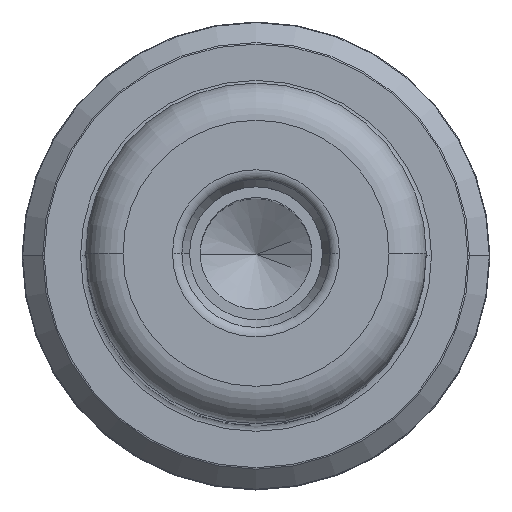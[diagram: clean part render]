
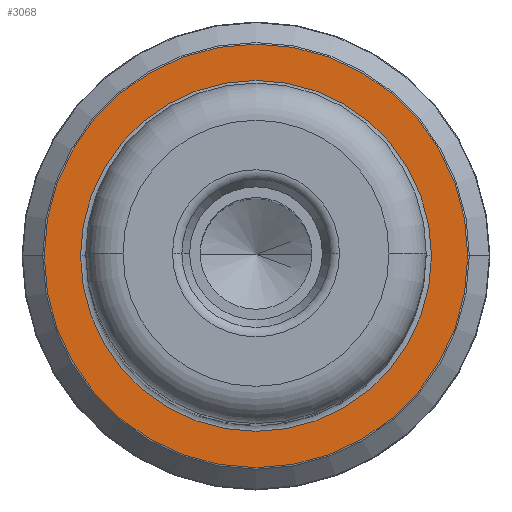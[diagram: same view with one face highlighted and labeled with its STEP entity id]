
A CAD part, top view. The second image highlights one B-rep face of the part: STEP entity #3068.
In plain terms, the highlighted planar face has unit normal (0, 0, 1).
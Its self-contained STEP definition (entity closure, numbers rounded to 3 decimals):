
#13 = DIRECTION ( 'NONE',  ( -1., 0., 0. ) ) ;
#376 = DIRECTION ( 'NONE',  ( 0., 0., 1. ) ) ;
#437 = AXIS2_PLACEMENT_3D ( 'NONE', #1239, #2433, #13 ) ;
#511 = CIRCLE ( 'NONE', #1645, 19.917 ) ;
#545 = DIRECTION ( 'NONE',  ( 0., 0., -1. ) ) ;
#555 = VERTEX_POINT ( 'NONE', #3877 ) ;
#690 = CARTESIAN_POINT ( 'NONE',  ( -16.5, 0., 33. ) ) ;
#819 = DIRECTION ( 'NONE',  ( -1., 0., 0. ) ) ;
#854 = DIRECTION ( 'NONE',  ( 1., 0., 0. ) ) ;
#867 = EDGE_LOOP ( 'NONE', ( #2436, #1860 ) ) ;
#885 = PLANE ( 'NONE',  #1821 ) ;
#907 = DIRECTION ( 'NONE',  ( 1., 0., 0. ) ) ;
#921 = DIRECTION ( 'NONE',  ( 0., 0., 1. ) ) ;
#1059 = CIRCLE ( 'NONE', #1549, 19.917 ) ;
#1162 = EDGE_CURVE ( 'NONE', #1184, #2368, #1059, .T. ) ;
#1184 = VERTEX_POINT ( 'NONE', #1186 ) ;
#1186 = CARTESIAN_POINT ( 'NONE',  ( -19.917, 0., 33. ) ) ;
#1239 = CARTESIAN_POINT ( 'NONE',  ( 0., 0., 33. ) ) ;
#1470 = ORIENTED_EDGE ( 'NONE', *, *, #1162, .T. ) ;
#1549 = AXIS2_PLACEMENT_3D ( 'NONE', #3287, #3005, #854 ) ;
#1581 = DIRECTION ( 'NONE',  ( 1., 0., 0. ) ) ;
#1645 = AXIS2_PLACEMENT_3D ( 'NONE', #3107, #376, #1581 ) ;
#1821 = AXIS2_PLACEMENT_3D ( 'NONE', #1832, #921, #907 ) ;
#1832 = CARTESIAN_POINT ( 'NONE',  ( 0., 0., 33. ) ) ;
#1860 = ORIENTED_EDGE ( 'NONE', *, *, #2643, .T. ) ;
#1926 = CARTESIAN_POINT ( 'NONE',  ( 19.917, 0., 33. ) ) ;
#2105 = EDGE_CURVE ( 'NONE', #2368, #1184, #511, .T. ) ;
#2141 = CIRCLE ( 'NONE', #437, 16.5 ) ;
#2151 = FACE_BOUND ( 'NONE', #867, .T. ) ;
#2368 = VERTEX_POINT ( 'NONE', #1926 ) ;
#2433 = DIRECTION ( 'NONE',  ( 0., 0., -1. ) ) ;
#2436 = ORIENTED_EDGE ( 'NONE', *, *, #3120, .T. ) ;
#2643 = EDGE_CURVE ( 'NONE', #555, #3424, #3854, .T. ) ;
#2991 = ORIENTED_EDGE ( 'NONE', *, *, #2105, .T. ) ;
#3005 = DIRECTION ( 'NONE',  ( 0., 0., 1. ) ) ;
#3068 = ADVANCED_FACE ( 'NONE', ( #2151, #3380 ), #885, .T. ) ;
#3107 = CARTESIAN_POINT ( 'NONE',  ( 0., 0., 33. ) ) ;
#3120 = EDGE_CURVE ( 'NONE', #3424, #555, #2141, .T. ) ;
#3287 = CARTESIAN_POINT ( 'NONE',  ( 0., 0., 33. ) ) ;
#3342 = AXIS2_PLACEMENT_3D ( 'NONE', #3611, #545, #819 ) ;
#3380 = FACE_OUTER_BOUND ( 'NONE', #3421, .T. ) ;
#3421 = EDGE_LOOP ( 'NONE', ( #2991, #1470 ) ) ;
#3424 = VERTEX_POINT ( 'NONE', #690 ) ;
#3611 = CARTESIAN_POINT ( 'NONE',  ( 0., 0., 33. ) ) ;
#3854 = CIRCLE ( 'NONE', #3342, 16.5 ) ;
#3877 = CARTESIAN_POINT ( 'NONE',  ( 16.5, 0., 33. ) ) ;
